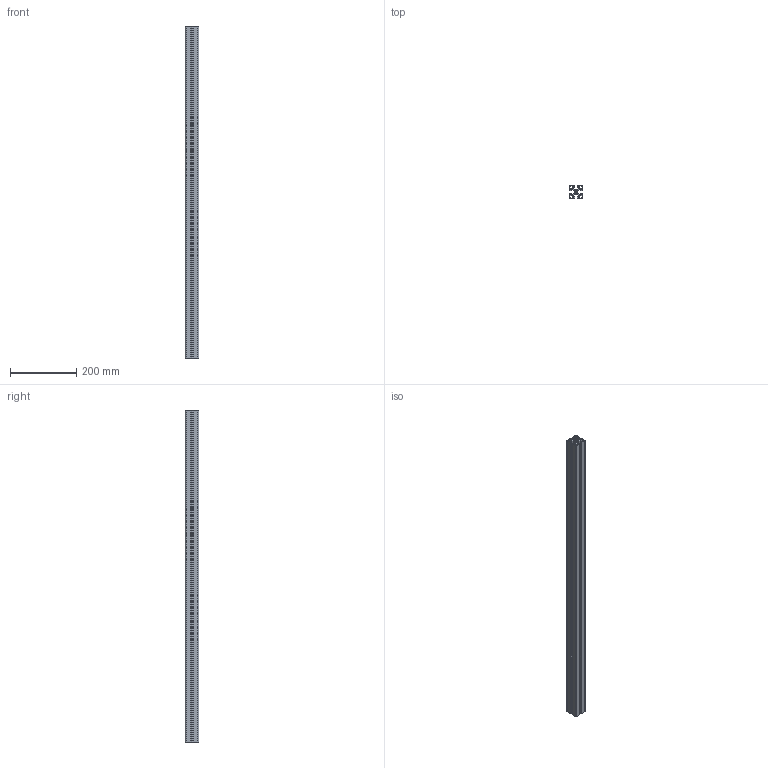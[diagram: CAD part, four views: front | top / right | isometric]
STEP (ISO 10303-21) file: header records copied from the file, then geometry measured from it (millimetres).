
FILE_DESCRIPTION (( 'STEP AP203' ), '1' );
FILE_NAME ('40 x 40 A SÝGMA PROFÝL.STEP', '2013-07-29T14:40:54', ( 'Kadir' ), ( '' ), 'SwSTEP 2.0', 'SolidWorks 2013', '' );
FILE_SCHEMA (( 'CONFIG_CONTROL_DESIGN' ));
Length unit declared in the file: millimetre
Products named in the file (1): 40  x 40 A  SÝGMA PROFÝL
Bounding box: 40 x 40 x 1000 mm (x, y, z)
Volume: 533612.5 mm3; surface area: 509042.3 mm2
Topology: 1 solids, 1 shells, 147 faces, 435 edges, 290 vertices
Faces by surface type: plane 98, cylinder 49
Entity records: 5004 total; most frequent: CARTESIAN_POINT 873, ORIENTED_EDGE 870, DIRECTION 829, EDGE_CURVE 435, LINE 337, VECTOR 337, VERTEX_POINT 290, AXIS2_PLACEMENT_3D 246
